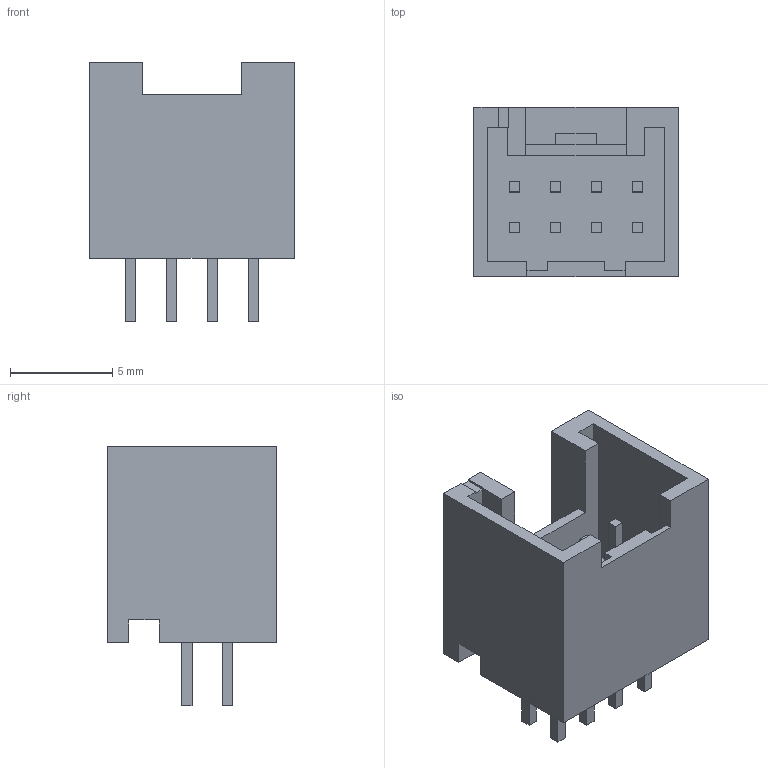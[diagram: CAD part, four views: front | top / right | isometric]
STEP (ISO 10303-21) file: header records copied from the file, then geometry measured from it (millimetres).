
FILE_DESCRIPTION(('FreeCAD Model'),'2;1');
FILE_NAME('JST_PUD_B08B-PUDSS_2x04x2.00mm_Straight.STEP','2016-03-20T17:26:13',( 'Author'),(''),'Open CASCADE STEP processor 6.8','FreeCAD','Unknown' );
FILE_SCHEMA(('AUTOMOTIVE_DESIGN_CC2 { 1 2 10303 214 -1 1 5 4 }'));
Length unit declared in the file: millimetre
Products named in the file (1): B08B-PUDSS
Bounding box: 10 x 8.3 x 12.7 mm (x, y, z)
Volume: 334.9 mm3; surface area: 902.4 mm2
Topology: 1 solids, 1 shells, 124 faces, 314 edges, 209 vertices
Faces by surface type: plane 124
Entity records: 8613 total; most frequent: CARTESIAN_POINT 1276, DIRECTION 1192, LINE 942, VECTOR 942, ORIENTED_EDGE 628, PCURVE 628, DEFINITIONAL_REPRESENTATION 628, EDGE_CURVE 314
